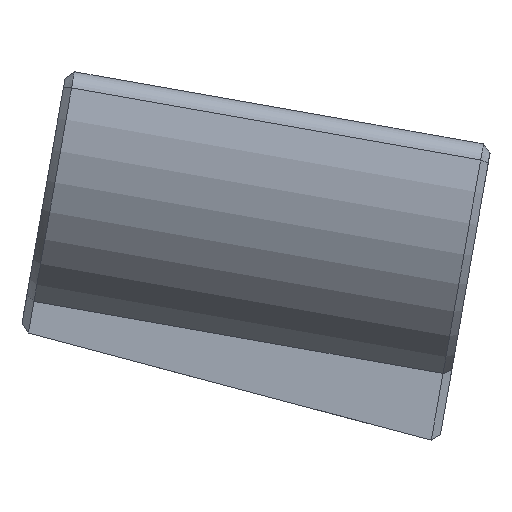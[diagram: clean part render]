
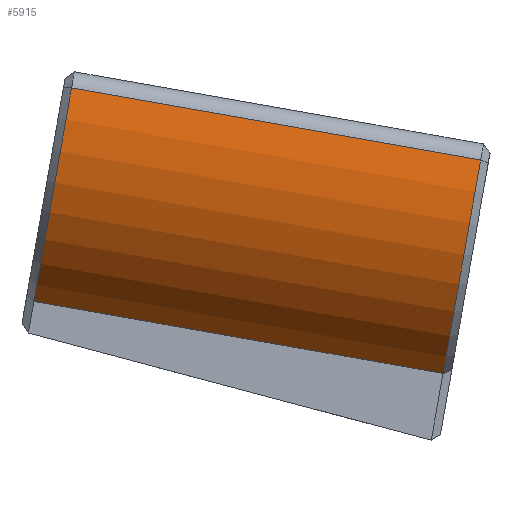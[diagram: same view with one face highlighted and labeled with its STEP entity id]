
A CAD part, left-side view. The second image highlights one B-rep face of the part: STEP entity #5915.
In plain terms, the highlighted cylindrical face has radius 20 mm (diameter 40 mm), a partial arc.
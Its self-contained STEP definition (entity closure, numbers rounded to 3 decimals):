
#666 = CYLINDRICAL_SURFACE('',#667,2.);
#667 = AXIS2_PLACEMENT_3D('',#668,#669,#670);
#668 = CARTESIAN_POINT('',(-143.658,64.516,
    12.199));
#669 = DIRECTION('',(0.,0.985,0.174));
#670 = DIRECTION('',(-1.,0.,0.));
#2925 = CONICAL_SURFACE('',#2926,20.,0.785);
#2926 = AXIS2_PLACEMENT_3D('',#2927,#2928,#2929);
#2927 = CARTESIAN_POINT('',(-125.977,26.498,2.068)
  );
#2928 = DIRECTION('',(0.,0.985,0.174));
#2929 = DIRECTION('',(-0.45,0.155,-0.879));
#3837 = EDGE_CURVE('',#3838,#3840,#3842,.T.);
#3838 = VERTEX_POINT('',#3839);
#3839 = CARTESIAN_POINT('',(-145.623,25.847,
    5.761));
#3840 = VERTEX_POINT('',#3841);
#3841 = CARTESIAN_POINT('',(-145.623,66.618,
    12.95));
#3842 = SURFACE_CURVE('',#3843,(#3847,#3854),.PCURVE_S1.);
#3843 = LINE('',#3844,#3845);
#3844 = CARTESIAN_POINT('',(-145.623,64.451,
    12.568));
#3845 = VECTOR('',#3846,1.);
#3846 = DIRECTION('',(0.,0.985,0.174));
#3847 = PCURVE('',#666,#3848);
#3848 = DEFINITIONAL_REPRESENTATION('',(#3849),#3853);
#3849 = LINE('',#3850,#3851);
#3850 = CARTESIAN_POINT('',(0.189,0.));
#3851 = VECTOR('',#3852,1.);
#3852 = DIRECTION('',(0.,1.));
#3853 = ( GEOMETRIC_REPRESENTATION_CONTEXT(2) 
PARAMETRIC_REPRESENTATION_CONTEXT() REPRESENTATION_CONTEXT('2D SPACE',''
  ) );
#3854 = PCURVE('',#3855,#3860);
#3855 = CYLINDRICAL_SURFACE('',#3856,20.);
#3856 = AXIS2_PLACEMENT_3D('',#3857,#3858,#3859);
#3857 = CARTESIAN_POINT('',(-125.977,65.102,8.875)
  );
#3858 = DIRECTION('',(0.,0.985,0.174));
#3859 = DIRECTION('',(-1.,0.,0.));
#3860 = DEFINITIONAL_REPRESENTATION('',(#3861),#3865);
#3861 = LINE('',#3862,#3863);
#3862 = CARTESIAN_POINT('',(6.472,0.));
#3863 = VECTOR('',#3864,1.);
#3864 = DIRECTION('',(0.,1.));
#3865 = ( GEOMETRIC_REPRESENTATION_CONTEXT(2) 
PARAMETRIC_REPRESENTATION_CONTEXT() REPRESENTATION_CONTEXT('2D SPACE',''
  ) );
#4987 = CONICAL_SURFACE('',#4988,20.,0.785);
#4988 = AXIS2_PLACEMENT_3D('',#4989,#4990,#4991);
#4989 = CARTESIAN_POINT('',(-125.977,67.269,9.257)
  );
#4990 = DIRECTION('',(0.,-0.985,-0.174));
#4991 = DIRECTION('',(-0.45,0.155,-0.879));
#5359 = VERTEX_POINT('',#5360);
#5360 = CARTESIAN_POINT('',(-134.977,29.599,
    -15.521));
#5374 = PLANE('',#5375);
#5375 = AXIS2_PLACEMENT_3D('',#5376,#5377,#5378);
#5376 = CARTESIAN_POINT('',(-134.977,49.695,
    -14.557));
#5377 = DIRECTION('',(-1.,0.,0.));
#5378 = DIRECTION('',(0.,0.,-1.));
#5416 = EDGE_CURVE('',#5359,#3838,#5417,.T.);
#5417 = SURFACE_CURVE('',#5418,(#5423,#5430),.PCURVE_S1.);
#5418 = CIRCLE('',#5419,20.);
#5419 = AXIS2_PLACEMENT_3D('',#5420,#5421,#5422);
#5420 = CARTESIAN_POINT('',(-125.977,26.498,2.068)
  );
#5421 = DIRECTION('',(0.,0.985,0.174)
  );
#5422 = DIRECTION('',(-0.45,0.155,-0.879));
#5423 = PCURVE('',#2925,#5424);
#5424 = DEFINITIONAL_REPRESENTATION('',(#5425),#5429);
#5425 = LINE('',#5426,#5427);
#5426 = CARTESIAN_POINT('',(0.,-0.));
#5427 = VECTOR('',#5428,1.);
#5428 = DIRECTION('',(1.,-0.));
#5429 = ( GEOMETRIC_REPRESENTATION_CONTEXT(2) 
PARAMETRIC_REPRESENTATION_CONTEXT() REPRESENTATION_CONTEXT('2D SPACE',''
  ) );
#5430 = PCURVE('',#3855,#5431);
#5431 = DEFINITIONAL_REPRESENTATION('',(#5432),#5436);
#5432 = LINE('',#5433,#5434);
#5433 = CARTESIAN_POINT('',(5.179,-39.2));
#5434 = VECTOR('',#5435,1.);
#5435 = DIRECTION('',(1.,0.));
#5436 = ( GEOMETRIC_REPRESENTATION_CONTEXT(2) 
PARAMETRIC_REPRESENTATION_CONTEXT() REPRESENTATION_CONTEXT('2D SPACE',''
  ) );
#5915 = ADVANCED_FACE('',(#5916),#3855,.T.);
#5916 = FACE_BOUND('',#5917,.T.);
#5917 = EDGE_LOOP('',(#5918,#5941,#5942,#5943));
#5918 = ORIENTED_EDGE('',*,*,#5919,.T.);
#5919 = EDGE_CURVE('',#5920,#5359,#5922,.T.);
#5920 = VERTEX_POINT('',#5921);
#5921 = CARTESIAN_POINT('',(-134.977,70.37,
    -8.332));
#5922 = SURFACE_CURVE('',#5923,(#5927,#5934),.PCURVE_S1.);
#5923 = LINE('',#5924,#5925);
#5924 = CARTESIAN_POINT('',(-134.977,68.204,
    -8.714));
#5925 = VECTOR('',#5926,1.);
#5926 = DIRECTION('',(0.,-0.985,-0.174));
#5927 = PCURVE('',#3855,#5928);
#5928 = DEFINITIONAL_REPRESENTATION('',(#5929),#5933);
#5929 = LINE('',#5930,#5931);
#5930 = CARTESIAN_POINT('',(5.179,0.));
#5931 = VECTOR('',#5932,1.);
#5932 = DIRECTION('',(0.,-1.));
#5933 = ( GEOMETRIC_REPRESENTATION_CONTEXT(2) 
PARAMETRIC_REPRESENTATION_CONTEXT() REPRESENTATION_CONTEXT('2D SPACE',''
  ) );
#5934 = PCURVE('',#5374,#5935);
#5935 = DEFINITIONAL_REPRESENTATION('',(#5936),#5940);
#5936 = LINE('',#5937,#5938);
#5937 = CARTESIAN_POINT('',(-5.843,-18.509));
#5938 = VECTOR('',#5939,1.);
#5939 = DIRECTION('',(0.174,0.985));
#5940 = ( GEOMETRIC_REPRESENTATION_CONTEXT(2) 
PARAMETRIC_REPRESENTATION_CONTEXT() REPRESENTATION_CONTEXT('2D SPACE',''
  ) );
#5941 = ORIENTED_EDGE('',*,*,#5416,.T.);
#5942 = ORIENTED_EDGE('',*,*,#3837,.T.);
#5943 = ORIENTED_EDGE('',*,*,#5944,.F.);
#5944 = EDGE_CURVE('',#5920,#3840,#5945,.T.);
#5945 = SURFACE_CURVE('',#5946,(#5951,#5958),.PCURVE_S1.);
#5946 = CIRCLE('',#5947,20.);
#5947 = AXIS2_PLACEMENT_3D('',#5948,#5949,#5950);
#5948 = CARTESIAN_POINT('',(-125.977,67.269,9.257)
  );
#5949 = DIRECTION('',(0.,0.985,0.174)
  );
#5950 = DIRECTION('',(-0.45,0.155,-0.879));
#5951 = PCURVE('',#3855,#5952);
#5952 = DEFINITIONAL_REPRESENTATION('',(#5953),#5957);
#5953 = LINE('',#5954,#5955);
#5954 = CARTESIAN_POINT('',(5.179,2.2));
#5955 = VECTOR('',#5956,1.);
#5956 = DIRECTION('',(1.,0.));
#5957 = ( GEOMETRIC_REPRESENTATION_CONTEXT(2) 
PARAMETRIC_REPRESENTATION_CONTEXT() REPRESENTATION_CONTEXT('2D SPACE',''
  ) );
#5958 = PCURVE('',#4987,#5959);
#5959 = DEFINITIONAL_REPRESENTATION('',(#5960),#5964);
#5960 = LINE('',#5961,#5962);
#5961 = CARTESIAN_POINT('',(-0.,-0.));
#5962 = VECTOR('',#5963,1.);
#5963 = DIRECTION('',(-1.,-0.));
#5964 = ( GEOMETRIC_REPRESENTATION_CONTEXT(2) 
PARAMETRIC_REPRESENTATION_CONTEXT() REPRESENTATION_CONTEXT('2D SPACE',''
  ) );
